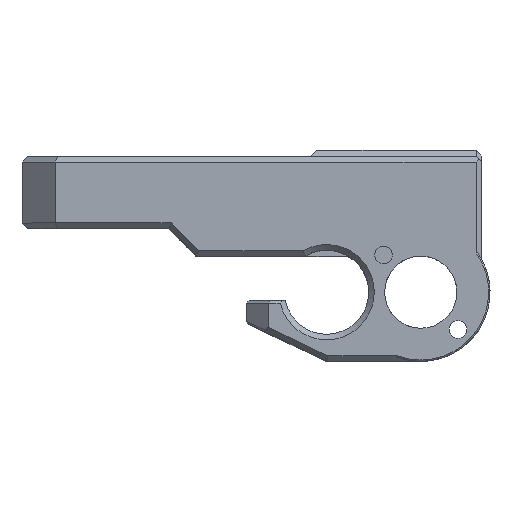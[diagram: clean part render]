
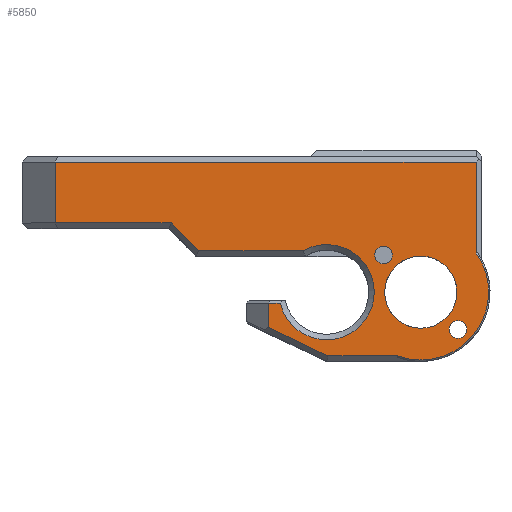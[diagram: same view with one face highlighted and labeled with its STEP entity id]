
A CAD part, top view. The second image highlights one B-rep face of the part: STEP entity #5850.
In plain terms, the highlighted planar face has unit normal (0, 0, 1).
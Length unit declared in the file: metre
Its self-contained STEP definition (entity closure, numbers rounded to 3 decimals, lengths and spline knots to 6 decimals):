
#117=CIRCLE('',#6221,0.0016);
#118=CIRCLE('',#6223,0.0016);
#119=CIRCLE('',#6225,0.0086);
#120=CIRCLE('',#6226,0.01225);
#121=CIRCLE('',#6227,0.00651);
#553=ORIENTED_EDGE('',*,*,#2222,.F.);
#554=ORIENTED_EDGE('',*,*,#2223,.T.);
#555=ORIENTED_EDGE('',*,*,#2224,.T.);
#556=ORIENTED_EDGE('',*,*,#2225,.T.);
#557=ORIENTED_EDGE('',*,*,#2226,.T.);
#558=ORIENTED_EDGE('',*,*,#2227,.T.);
#559=ORIENTED_EDGE('',*,*,#2228,.T.);
#560=ORIENTED_EDGE('',*,*,#2229,.F.);
#561=ORIENTED_EDGE('',*,*,#2230,.T.);
#562=ORIENTED_EDGE('',*,*,#2231,.T.);
#563=ORIENTED_EDGE('',*,*,#2232,.T.);
#564=ORIENTED_EDGE('',*,*,#2233,.T.);
#565=ORIENTED_EDGE('',*,*,#2220,.T.);
#566=ORIENTED_EDGE('',*,*,#2221,.T.);
#567=ORIENTED_EDGE('',*,*,#2234,.F.);
#2220=EDGE_CURVE('',#3058,#3058,#117,.T.);
#2221=EDGE_CURVE('',#3059,#3059,#118,.T.);
#2222=EDGE_CURVE('',#3060,#3061,#119,.T.);
#2223=EDGE_CURVE('',#3060,#3062,#3601,.T.);
#2224=EDGE_CURVE('',#3062,#3063,#3602,.T.);
#2225=EDGE_CURVE('',#3063,#3064,#3603,.T.);
#2226=EDGE_CURVE('',#3064,#3065,#3604,.T.);
#2227=EDGE_CURVE('',#3065,#3066,#120,.T.);
#2228=EDGE_CURVE('',#3066,#3067,#3605,.T.);
#2229=EDGE_CURVE('',#3068,#3067,#3606,.T.);
#2230=EDGE_CURVE('',#3068,#3069,#3607,.T.);
#2231=EDGE_CURVE('',#3069,#3070,#3608,.T.);
#2232=EDGE_CURVE('',#3070,#3071,#3609,.T.);
#2233=EDGE_CURVE('',#3071,#3061,#3610,.T.);
#2234=EDGE_CURVE('',#3072,#3072,#121,.T.);
#3058=VERTEX_POINT('',#8488);
#3059=VERTEX_POINT('',#8491);
#3060=VERTEX_POINT('',#8494);
#3061=VERTEX_POINT('',#8495);
#3062=VERTEX_POINT('',#8497);
#3063=VERTEX_POINT('',#8499);
#3064=VERTEX_POINT('',#8501);
#3065=VERTEX_POINT('',#8503);
#3066=VERTEX_POINT('',#8505);
#3067=VERTEX_POINT('',#8507);
#3068=VERTEX_POINT('',#8509);
#3069=VERTEX_POINT('',#8511);
#3070=VERTEX_POINT('',#8513);
#3071=VERTEX_POINT('',#8515);
#3072=VERTEX_POINT('',#8518);
#3601=LINE('',#8496,#4240);
#3602=LINE('',#8498,#4241);
#3603=LINE('',#8500,#4242);
#3604=LINE('',#8502,#4243);
#3605=LINE('',#8506,#4244);
#3606=LINE('',#8508,#4245);
#3607=LINE('',#8510,#4246);
#3608=LINE('',#8512,#4247);
#3609=LINE('',#8514,#4248);
#3610=LINE('',#8516,#4249);
#4240=VECTOR('',#6821,1.);
#4241=VECTOR('',#6822,1.);
#4242=VECTOR('',#6823,1.);
#4243=VECTOR('',#6824,1.);
#4244=VECTOR('',#6827,1.);
#4245=VECTOR('',#6828,1.);
#4246=VECTOR('',#6829,1.);
#4247=VECTOR('',#6830,1.);
#4248=VECTOR('',#6831,1.);
#4249=VECTOR('',#6832,1.);
#4792=EDGE_LOOP('',(#553,#554,#555,#556,#557,#558,#559,#560,#561,#562,#563,
#564));
#4793=EDGE_LOOP('',(#565));
#4794=EDGE_LOOP('',(#566));
#4795=EDGE_LOOP('',(#567));
#5203=FACE_BOUND('',#4792,.T.);
#5204=FACE_BOUND('',#4793,.T.);
#5205=FACE_BOUND('',#4794,.T.);
#5206=FACE_BOUND('',#4795,.T.);
#5600=PLANE('',#6224);
#5850=ADVANCED_FACE('',(#5203,#5204,#5205,#5206),#5600,.T.);
#6221=AXIS2_PLACEMENT_3D('',#8487,#6811,#6812);
#6223=AXIS2_PLACEMENT_3D('',#8490,#6815,#6816);
#6224=AXIS2_PLACEMENT_3D('',#8492,#6817,#6818);
#6225=AXIS2_PLACEMENT_3D('',#8493,#6819,#6820);
#6226=AXIS2_PLACEMENT_3D('',#8504,#6825,#6826);
#6227=AXIS2_PLACEMENT_3D('',#8517,#6833,#6834);
#6811=DIRECTION('',(0.,0.,-1.));
#6812=DIRECTION('',(0.,-1.,0.));
#6815=DIRECTION('',(0.,0.,-1.));
#6816=DIRECTION('',(0.,-1.,0.));
#6817=DIRECTION('',(0.,0.,1.));
#6818=DIRECTION('',(0.,-1.,0.));
#6819=DIRECTION('',(0.,0.,1.));
#6820=DIRECTION('',(0.,-1.,0.));
#6821=DIRECTION('',(-1.,0.,0.));
#6822=DIRECTION('',(0.,-1.,0.));
#6823=DIRECTION('',(0.901,-0.434,0.));
#6824=DIRECTION('',(1.,0.,0.));
#6825=DIRECTION('',(0.,0.,1.));
#6826=DIRECTION('',(0.,-1.,0.));
#6827=DIRECTION('',(0.,1.,0.));
#6828=DIRECTION('',(1.,0.,0.));
#6829=DIRECTION('',(0.,-1.,0.));
#6830=DIRECTION('',(1.,0.,0.));
#6831=DIRECTION('',(0.707,-0.707,0.));
#6832=DIRECTION('',(1.,0.,0.));
#6833=DIRECTION('',(0.,0.,1.));
#6834=DIRECTION('',(0.,-1.,0.));
#8487=CARTESIAN_POINT('',(-0.006024,-0.340191,0.336875));
#8488=CARTESIAN_POINT('',(-0.006024,-0.341791,0.336875));
#8490=CARTESIAN_POINT('',(-0.019459,-0.326756,0.336875));
#8491=CARTESIAN_POINT('',(-0.019459,-0.328356,0.336875));
#8492=CARTESIAN_POINT('',(-0.084241,-0.270737,0.336875));
#8493=CARTESIAN_POINT('',(-0.029741,-0.333474,0.336875));
#8494=CARTESIAN_POINT('',(-0.038105,-0.335474,0.336875));
#8495=CARTESIAN_POINT('',(-0.033949,-0.325974,0.336875));
#8496=CARTESIAN_POINT('',(-0.084241,-0.335474,0.336875));
#8497=CARTESIAN_POINT('',(-0.040241,-0.335474,0.336875));
#8498=CARTESIAN_POINT('',(-0.040241,-0.338742,0.336875));
#8499=CARTESIAN_POINT('',(-0.040241,-0.339808,0.336875));
#8500=CARTESIAN_POINT('',(-0.031384,-0.344073,0.336875));
#8501=CARTESIAN_POINT('',(-0.029513,-0.344974,0.336875));
#8502=CARTESIAN_POINT('',(-0.012741,-0.344974,0.336875));
#8503=CARTESIAN_POINT('',(-0.016962,-0.344974,0.336875));
#8504=CARTESIAN_POINT('',(-0.012741,-0.333474,0.336875));
#8505=CARTESIAN_POINT('',(-0.002742,-0.326396,0.336875));
#8506=CARTESIAN_POINT('',(-0.002742,-0.311974,0.336875));
#8507=CARTESIAN_POINT('',(-0.002742,-0.309974,0.336875));
#8508=CARTESIAN_POINT('',(-0.056991,-0.309974,0.336875));
#8509=CARTESIAN_POINT('',(-0.078741,-0.309974,0.336875));
#8510=CARTESIAN_POINT('',(-0.078741,-0.321974,0.336875));
#8511=CARTESIAN_POINT('',(-0.078741,-0.320974,0.336875));
#8512=CARTESIAN_POINT('',(-0.056827,-0.320974,0.336875));
#8513=CARTESIAN_POINT('',(-0.057827,-0.320974,0.336875));
#8514=CARTESIAN_POINT('',(-0.052534,-0.326266,0.336875));
#8515=CARTESIAN_POINT('',(-0.052827,-0.325974,0.336875));
#8516=CARTESIAN_POINT('',(-0.084241,-0.325974,0.336875));
#8517=CARTESIAN_POINT('',(-0.012741,-0.333474,0.336875));
#8518=CARTESIAN_POINT('',(-0.012741,-0.339984,0.336875));
